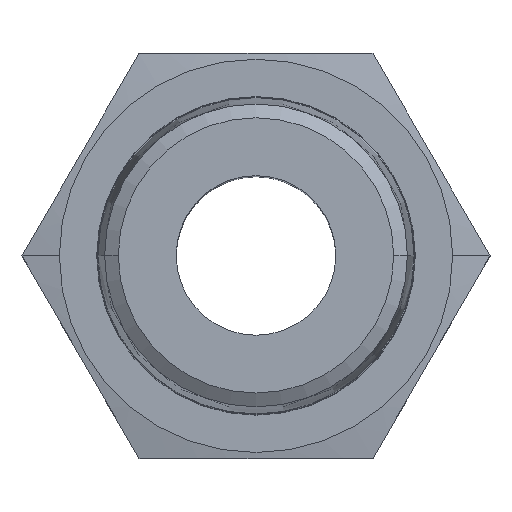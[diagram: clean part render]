
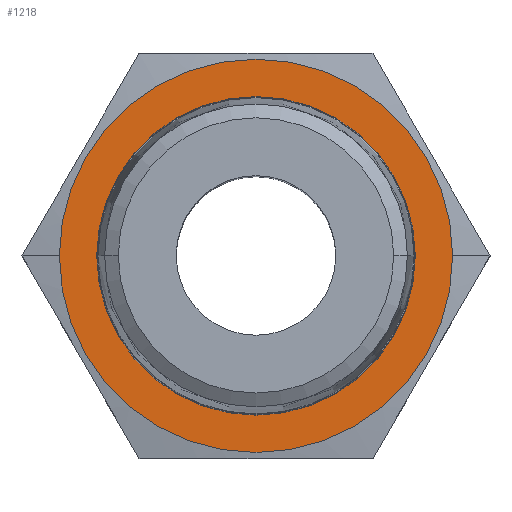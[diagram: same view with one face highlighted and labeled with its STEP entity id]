
A CAD part, top view. The second image highlights one B-rep face of the part: STEP entity #1218.
In plain terms, the highlighted planar face has unit normal (0, 0, 1).
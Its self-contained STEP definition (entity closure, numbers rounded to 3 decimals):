
#15 = ORIENTED_EDGE ( 'NONE', *, *, #1099, .T. ) ;
#55 = ORIENTED_EDGE ( 'NONE', *, *, #121, .F. ) ;
#74 = EDGE_CURVE ( 'NONE', #1101, #1100, #211, .T. ) ;
#77 = ORIENTED_EDGE ( 'NONE', *, *, #126, .F. ) ;
#79 = EDGE_LOOP ( 'NONE', ( #77, #55 ) ) ;
#80 = ORIENTED_EDGE ( 'NONE', *, *, #74, .T. ) ;
#113 = VERTEX_POINT ( 'NONE', #278 ) ;
#114 = VERTEX_POINT ( 'NONE', #277 ) ;
#121 = EDGE_CURVE ( 'NONE', #113, #114, #258, .T. ) ;
#126 = EDGE_CURVE ( 'NONE', #114, #113, #305, .T. ) ;
#207 = DIRECTION ( 'NONE',  ( 1., 0., 0. ) ) ;
#208 = DIRECTION ( 'NONE',  ( 0., 0., 1. ) ) ;
#209 = CARTESIAN_POINT ( 'NONE',  ( 0., 0., 2.368 ) ) ;
#210 = AXIS2_PLACEMENT_3D ( 'NONE', #209, #208, #207 ) ;
#211 = CIRCLE ( 'NONE', #210, 6.162 ) ;
#250 = DIRECTION ( 'NONE',  ( 1., 0., 0. ) ) ;
#251 = DIRECTION ( 'NONE',  ( 0., 0., 1. ) ) ;
#252 = CARTESIAN_POINT ( 'NONE',  ( 0., 0., 2.368 ) ) ;
#253 = AXIS2_PLACEMENT_3D ( 'NONE', #252, #251, #250 ) ;
#258 = CIRCLE ( 'NONE', #253, 4.992 ) ;
#277 = CARTESIAN_POINT ( 'NONE',  ( -4.992, 0., 2.368 ) ) ;
#278 = CARTESIAN_POINT ( 'NONE',  ( 4.992, 0., 2.368 ) ) ;
#301 = DIRECTION ( 'NONE',  ( 1., 0., 0. ) ) ;
#302 = DIRECTION ( 'NONE',  ( 0., 0., 1. ) ) ;
#303 = CARTESIAN_POINT ( 'NONE',  ( 0., 0., 2.368 ) ) ;
#304 = AXIS2_PLACEMENT_3D ( 'NONE', #303, #302, #301 ) ;
#305 = CIRCLE ( 'NONE', #304, 4.992 ) ;
#532 = CARTESIAN_POINT ( 'NONE',  ( -6.162, 0., 2.368 ) ) ;
#533 = CARTESIAN_POINT ( 'NONE',  ( 6.162, 0., 2.368 ) ) ;
#534 = DIRECTION ( 'NONE',  ( 1., 0., 0. ) ) ;
#535 = DIRECTION ( 'NONE',  ( 0., 0., 1. ) ) ;
#536 = CARTESIAN_POINT ( 'NONE',  ( 0., 0., 2.368 ) ) ;
#537 = AXIS2_PLACEMENT_3D ( 'NONE', #536, #535, #534 ) ;
#543 = CIRCLE ( 'NONE', #537, 6.162 ) ;
#779 = PLANE ( 'NONE',  #825 ) ;
#781 = FACE_OUTER_BOUND ( 'NONE', #1267, .T. ) ;
#782 = FACE_BOUND ( 'NONE', #79, .T. ) ;
#822 = DIRECTION ( 'NONE',  ( -1., 0., 0. ) ) ;
#823 = DIRECTION ( 'NONE',  ( 0., 0., -1. ) ) ;
#824 = CARTESIAN_POINT ( 'NONE',  ( 0., 7.332, 2.368 ) ) ;
#825 = AXIS2_PLACEMENT_3D ( 'NONE', #824, #823, #822 ) ;
#1099 = EDGE_CURVE ( 'NONE', #1100, #1101, #543, .T. ) ;
#1100 = VERTEX_POINT ( 'NONE', #533 ) ;
#1101 = VERTEX_POINT ( 'NONE', #532 ) ;
#1218 = ADVANCED_FACE ( 'NONE', ( #782, #781 ), #779, .F. ) ;
#1267 = EDGE_LOOP ( 'NONE', ( #80, #15 ) ) ;
